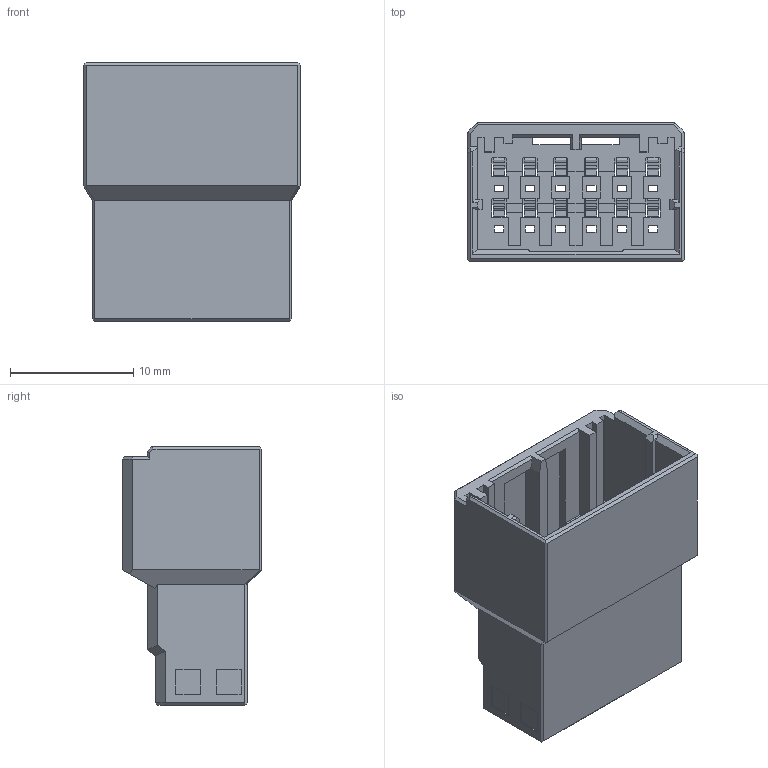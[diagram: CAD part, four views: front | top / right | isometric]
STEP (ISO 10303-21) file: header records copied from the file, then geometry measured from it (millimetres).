
FILE_DESCRIPTION( ('This file contains a STEP AP42 implementation' ,'as created by ZW3D STEP Interface translator.') ,'2;1' );
FILE_NAME( 'WD2500-2HK06B001X.stp' ,'2312 5.14 936', (''), ('ZWCAD Software Co.'), 'Version 1.0', 'ZW3D to STEP translator', '' );
FILE_SCHEMA(('AUTOMOTIVE_DESIGN { 1 0 10303 214 1 1 1 1 }'));
Length unit declared in the file: millimetre
Products named in the file (2): 0; WD2500-2HK06B001X
Bounding box: 17.6 x 11.3 x 21 mm (x, y, z)
Volume: 1408.4 mm3; surface area: 3374 mm2
Topology: 1 solids, 1 shells, 846 faces, 2361 edges, 1505 vertices
Faces by surface type: plane 808, cylinder 38
Entity records: 27393 total; most frequent: CARTESIAN_POINT 4906, ORIENTED_EDGE 4722, DIRECTION 4042, EDGE_CURVE 2361, VECTOR 2248, LINE 2248, VERTEX_POINT 1505, AXIS2_PLACEMENT_3D 897
